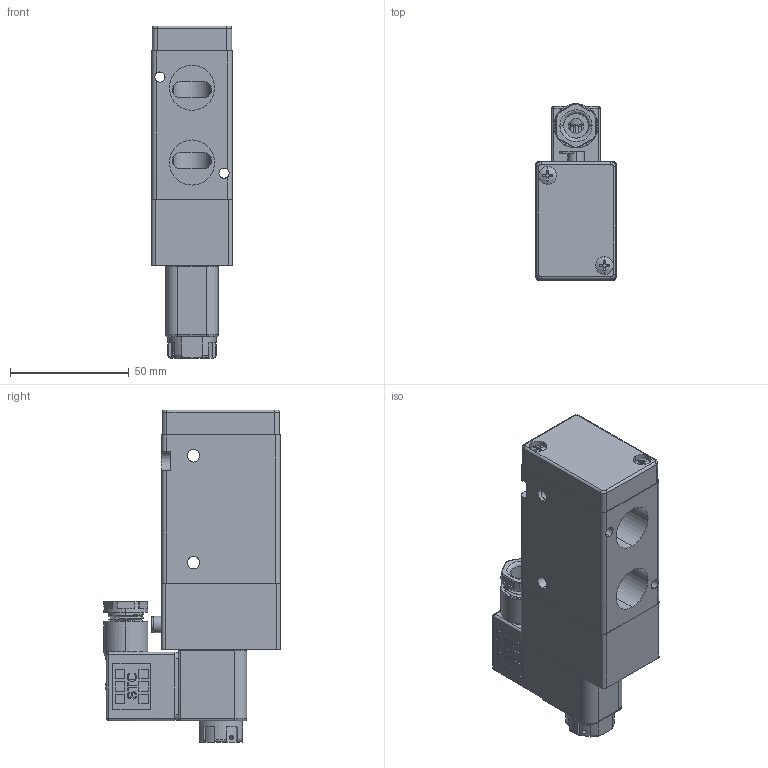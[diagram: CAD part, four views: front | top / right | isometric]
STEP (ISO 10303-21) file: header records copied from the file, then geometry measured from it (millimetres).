
FILE_DESCRIPTION (( 'STEP AP203' ), '1' );
FILE_NAME ('J3V410-15-D.step', '2016-11-14T23:22:52', ( '' ), ( '' ), 'SwSTEP 2.0', 'SolidWorks 2016', '' );
FILE_SCHEMA (( 'CONFIG_CONTROL_DESIGN' ));
Length unit declared in the file: millimetre
Products named in the file (1): J3V410-15-D
Bounding box: 34 x 74.3 x 139.8 mm (x, y, z)
Surface area: 65364.7 mm2 (no closed solid volume)
Topology: 0 solids, 19 shells, 1499 faces, 4188 edges, 2788 vertices
Faces by surface type: plane 986, cylinder 365, bspline 116, cone 32
Entity records: 63029 total; most frequent: CARTESIAN_POINT 25620, ORIENTED_EDGE 8338, DIRECTION 6840, EDGE_CURVE 4170, VECTOR 2834, LINE 2834, VERTEX_POINT 2788, AXIS2_PLACEMENT_3D 2003
